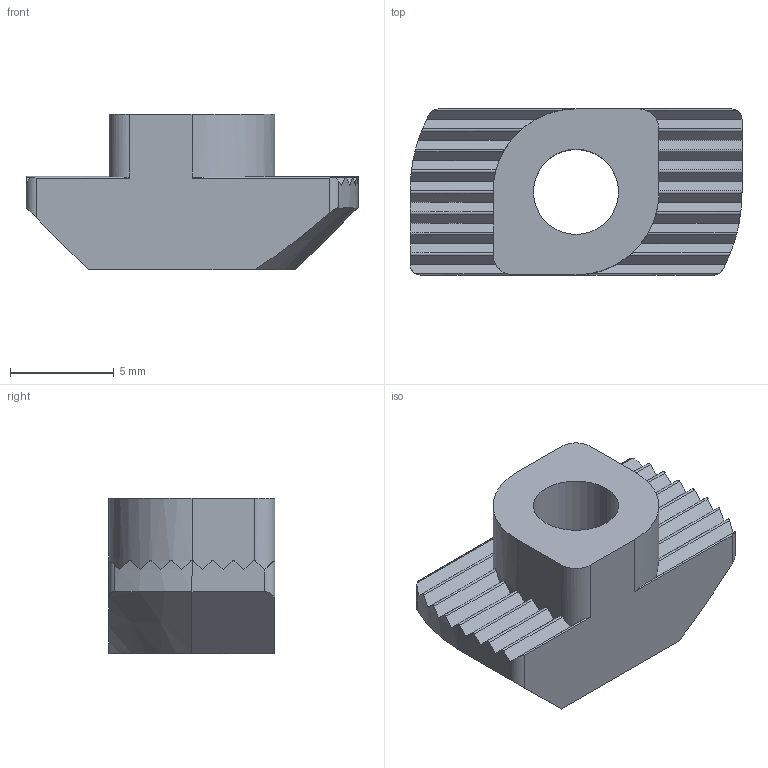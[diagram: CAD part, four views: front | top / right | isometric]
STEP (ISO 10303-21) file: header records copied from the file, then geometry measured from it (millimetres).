
FILE_DESCRIPTION (( 'STEP AP214' ), '1' );
FILE_NAME ('096h08530.STEP', '2014-08-18T13:15:20', ( '' ), ( '' ), 'SwSTEP 2.0', 'SolidWorks 2014', '' );
FILE_SCHEMA (( 'AUTOMOTIVE_DESIGN' ));
Length unit declared in the file: millimetre
Products named in the file (1): 096h08530
Bounding box: 16 x 8 x 7.5 mm (x, y, z)
Volume: 545.5 mm3; surface area: 586.9 mm2
Topology: 1 solids, 1 shells, 76 faces, 218 edges, 144 vertices
Faces by surface type: plane 42, cylinder 32, cone 2
Entity records: 2754 total; most frequent: CARTESIAN_POINT 869, ORIENTED_EDGE 436, DIRECTION 324, EDGE_CURVE 218, VERTEX_POINT 144, VECTOR 114, LINE 114, AXIS2_PLACEMENT_3D 105
